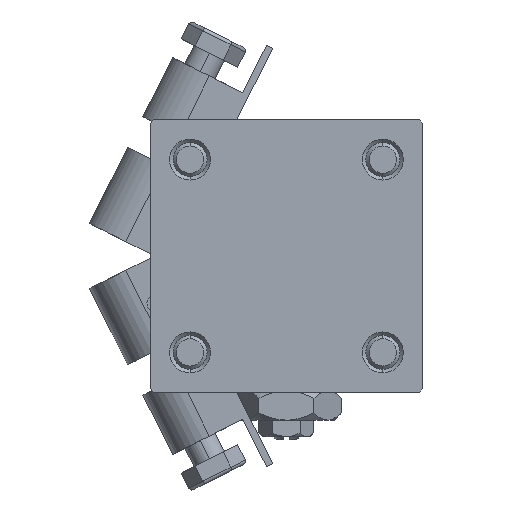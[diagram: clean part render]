
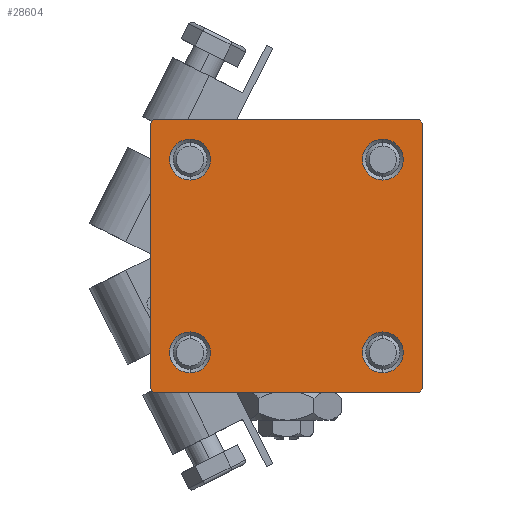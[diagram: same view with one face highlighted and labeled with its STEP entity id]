
A CAD part, left-side view. The second image highlights one B-rep face of the part: STEP entity #28604.
In plain terms, the highlighted planar face has unit normal (-1, 0, 0).
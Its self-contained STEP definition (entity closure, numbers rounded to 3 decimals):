
#18 = DIRECTION ( 'NONE',  ( 0., 0., -1. ) ) ;
#164 = CARTESIAN_POINT ( 'NONE',  ( 0., 14.15, 14.15 ) ) ;
#505 = DIRECTION ( 'NONE',  ( 0., 0., 1. ) ) ;
#669 = DIRECTION ( 'NONE',  ( -1., 0., 0. ) ) ;
#951 = ORIENTED_EDGE ( 'NONE', *, *, #51314, .F. ) ;
#1008 = VERTEX_POINT ( 'NONE', #4985 ) ;
#1278 = VERTEX_POINT ( 'NONE', #29111 ) ;
#1970 = VERTEX_POINT ( 'NONE', #18874 ) ;
#2634 = CIRCLE ( 'NONE', #32640, 3. ) ;
#3218 = CARTESIAN_POINT ( 'NONE',  ( 0., -14.15, -14.15 ) ) ;
#3758 = ORIENTED_EDGE ( 'NONE', *, *, #47032, .T. ) ;
#4947 = FACE_BOUND ( 'NONE', #24822, .T. ) ;
#4985 = CARTESIAN_POINT ( 'NONE',  ( 0., -20., -19.5 ) ) ;
#5211 = DIRECTION ( 'NONE',  ( 0., 0., 1. ) ) ;
#5712 = EDGE_CURVE ( 'NONE', #19752, #22820, #49384, .T. ) ;
#6475 = EDGE_CURVE ( 'NONE', #35310, #22162, #15740, .T. ) ;
#6565 = ORIENTED_EDGE ( 'NONE', *, *, #6475, .T. ) ;
#7078 = CARTESIAN_POINT ( 'NONE',  ( 0., -14.15, 11.15 ) ) ;
#7644 = AXIS2_PLACEMENT_3D ( 'NONE', #36166, #43699, #27606 ) ;
#8158 = VECTOR ( 'NONE', #47944, 1000. ) ;
#8629 = CIRCLE ( 'NONE', #45500, 3. ) ;
#8869 = CIRCLE ( 'NONE', #26039, 3. ) ;
#9147 = ORIENTED_EDGE ( 'NONE', *, *, #41730, .T. ) ;
#9181 = AXIS2_PLACEMENT_3D ( 'NONE', #50409, #26008, #42082 ) ;
#10049 = CIRCLE ( 'NONE', #9181, 3. ) ;
#10301 = EDGE_CURVE ( 'NONE', #22820, #26672, #26972, .T. ) ;
#10440 = CARTESIAN_POINT ( 'NONE',  ( 0., -14.15, -17.15 ) ) ;
#10576 = CARTESIAN_POINT ( 'NONE',  ( 0., 19.75, -19.75 ) ) ;
#10638 = DIRECTION ( 'NONE',  ( 0., 0., -1. ) ) ;
#11034 = EDGE_CURVE ( 'NONE', #26672, #13244, #40158, .T. ) ;
#11952 = FACE_BOUND ( 'NONE', #13166, .T. ) ;
#12747 = FACE_OUTER_BOUND ( 'NONE', #25730, .T. ) ;
#12897 = CARTESIAN_POINT ( 'NONE',  ( 0., 20., 20. ) ) ;
#13166 = EDGE_LOOP ( 'NONE', ( #28253, #15275 ) ) ;
#13177 = CARTESIAN_POINT ( 'NONE',  ( 0., -19.5, -20. ) ) ;
#13244 = VERTEX_POINT ( 'NONE', #13177 ) ;
#13689 = CARTESIAN_POINT ( 'NONE',  ( 0., 20., 20. ) ) ;
#14116 = AXIS2_PLACEMENT_3D ( 'NONE', #32894, #669, #16258 ) ;
#14450 = CARTESIAN_POINT ( 'NONE',  ( 0., 20., 19.5 ) ) ;
#14626 = CARTESIAN_POINT ( 'NONE',  ( 0., -19.75, 19.75 ) ) ;
#14679 = CARTESIAN_POINT ( 'NONE',  ( 0., -20., 20. ) ) ;
#14874 = AXIS2_PLACEMENT_3D ( 'NONE', #164, #44983, #49260 ) ;
#15252 = ORIENTED_EDGE ( 'NONE', *, *, #19723, .T. ) ;
#15275 = ORIENTED_EDGE ( 'NONE', *, *, #50886, .T. ) ;
#15548 = VERTEX_POINT ( 'NONE', #32692 ) ;
#15740 = CIRCLE ( 'NONE', #14874, 3. ) ;
#16258 = DIRECTION ( 'NONE',  ( 0., 0., 1. ) ) ;
#16316 = ORIENTED_EDGE ( 'NONE', *, *, #10301, .T. ) ;
#16653 = LINE ( 'NONE', #13689, #39539 ) ;
#16690 = VECTOR ( 'NONE', #39298, 1000. ) ;
#16748 = CARTESIAN_POINT ( 'NONE',  ( 0., 14.15, 11.15 ) ) ;
#16969 = VERTEX_POINT ( 'NONE', #10440 ) ;
#18394 = LINE ( 'NONE', #14626, #45503 ) ;
#18874 = CARTESIAN_POINT ( 'NONE',  ( 0., -14.15, -11.15 ) ) ;
#19203 = VERTEX_POINT ( 'NONE', #42211 ) ;
#19602 = EDGE_CURVE ( 'NONE', #34031, #50200, #30644, .T. ) ;
#19723 = EDGE_CURVE ( 'NONE', #22162, #35310, #10049, .T. ) ;
#19752 = VERTEX_POINT ( 'NONE', #14450 ) ;
#19773 = CARTESIAN_POINT ( 'NONE',  ( 0., 20., -20. ) ) ;
#20362 = CARTESIAN_POINT ( 'NONE',  ( 0., -14.15, 17.15 ) ) ;
#20517 = DIRECTION ( 'NONE',  ( 1., 0., 0. ) ) ;
#21034 = DIRECTION ( 'NONE',  ( 0., -0.707, 0.707 ) ) ;
#21297 = AXIS2_PLACEMENT_3D ( 'NONE', #3218, #39728, #44535 ) ;
#21720 = ORIENTED_EDGE ( 'NONE', *, *, #46889, .F. ) ;
#22162 = VERTEX_POINT ( 'NONE', #16748 ) ;
#22192 = EDGE_CURVE ( 'NONE', #13244, #1008, #32857, .T. ) ;
#22467 = LINE ( 'NONE', #14679, #30925 ) ;
#22820 = VERTEX_POINT ( 'NONE', #48429 ) ;
#23141 = DIRECTION ( 'NONE',  ( 0., 0.707, -0.707 ) ) ;
#23480 = VERTEX_POINT ( 'NONE', #50141 ) ;
#24287 = CARTESIAN_POINT ( 'NONE',  ( 0., -19.75, -19.75 ) ) ;
#24701 = VECTOR ( 'NONE', #21034, 1000. ) ;
#24822 = EDGE_LOOP ( 'NONE', ( #3758, #9147 ) ) ;
#25730 = EDGE_LOOP ( 'NONE', ( #38324, #16316, #31543, #53093, #21720, #45476, #951, #30362 ) ) ;
#26008 = DIRECTION ( 'NONE',  ( 1., 0., 0. ) ) ;
#26039 = AXIS2_PLACEMENT_3D ( 'NONE', #28571, #20517, #36606 ) ;
#26106 = CARTESIAN_POINT ( 'NONE',  ( 0., -14.15, -14.15 ) ) ;
#26183 = DIRECTION ( 'NONE',  ( 0., 0.707, 0.707 ) ) ;
#26672 = VERTEX_POINT ( 'NONE', #44789 ) ;
#26874 = EDGE_CURVE ( 'NONE', #39376, #15548, #8869, .T. ) ;
#26903 = CARTESIAN_POINT ( 'NONE',  ( 0., 19.75, 19.75 ) ) ;
#26972 = LINE ( 'NONE', #10576, #16690 ) ;
#27606 = DIRECTION ( 'NONE',  ( 0., 0., 1. ) ) ;
#28253 = ORIENTED_EDGE ( 'NONE', *, *, #19602, .T. ) ;
#28336 = FACE_BOUND ( 'NONE', #39475, .T. ) ;
#28571 = CARTESIAN_POINT ( 'NONE',  ( 0., 14.15, -14.15 ) ) ;
#28604 = ADVANCED_FACE ( 'NONE', ( #11952, #4947, #36638, #28336, #12747 ), #44955, .T. ) ;
#29111 = CARTESIAN_POINT ( 'NONE',  ( 0., -19.5, 20. ) ) ;
#29220 = EDGE_CURVE ( 'NONE', #19203, #19752, #43255, .T. ) ;
#30097 = ORIENTED_EDGE ( 'NONE', *, *, #26874, .T. ) ;
#30362 = ORIENTED_EDGE ( 'NONE', *, *, #29220, .T. ) ;
#30644 = CIRCLE ( 'NONE', #40885, 3. ) ;
#30925 = VECTOR ( 'NONE', #10638, 1000. ) ;
#31543 = ORIENTED_EDGE ( 'NONE', *, *, #11034, .T. ) ;
#32640 = AXIS2_PLACEMENT_3D ( 'NONE', #26106, #35738, #39489 ) ;
#32692 = CARTESIAN_POINT ( 'NONE',  ( 0., 14.15, -11.15 ) ) ;
#32857 = LINE ( 'NONE', #24287, #24701 ) ;
#32894 = CARTESIAN_POINT ( 'NONE',  ( 0., 0., 0. ) ) ;
#33678 = CARTESIAN_POINT ( 'NONE',  ( 0., -14.15, 14.15 ) ) ;
#34031 = VERTEX_POINT ( 'NONE', #20362 ) ;
#34218 = CIRCLE ( 'NONE', #7644, 3. ) ;
#35310 = VERTEX_POINT ( 'NONE', #44972 ) ;
#35738 = DIRECTION ( 'NONE',  ( 1., 0., 0. ) ) ;
#36166 = CARTESIAN_POINT ( 'NONE',  ( 0., 14.15, -14.15 ) ) ;
#36606 = DIRECTION ( 'NONE',  ( 0., 0., 1. ) ) ;
#36638 = FACE_BOUND ( 'NONE', #43434, .T. ) ;
#38065 = DIRECTION ( 'NONE',  ( 1., 0., 0. ) ) ;
#38324 = ORIENTED_EDGE ( 'NONE', *, *, #5712, .T. ) ;
#39298 = DIRECTION ( 'NONE',  ( 0., -0.707, -0.707 ) ) ;
#39376 = VERTEX_POINT ( 'NONE', #39579 ) ;
#39475 = EDGE_LOOP ( 'NONE', ( #6565, #15252 ) ) ;
#39489 = DIRECTION ( 'NONE',  ( 0., 0., 1. ) ) ;
#39539 = VECTOR ( 'NONE', #45617, 1000. ) ;
#39579 = CARTESIAN_POINT ( 'NONE',  ( 0., 14.15, -17.15 ) ) ;
#39728 = DIRECTION ( 'NONE',  ( 1., 0., 0. ) ) ;
#40158 = LINE ( 'NONE', #19773, #8158 ) ;
#40681 = VECTOR ( 'NONE', #23141, 1000. ) ;
#40885 = AXIS2_PLACEMENT_3D ( 'NONE', #45330, #38065, #505 ) ;
#41730 = EDGE_CURVE ( 'NONE', #16969, #1970, #42724, .T. ) ;
#42082 = DIRECTION ( 'NONE',  ( 0., 0., 1. ) ) ;
#42211 = CARTESIAN_POINT ( 'NONE',  ( 0., 19.5, 20. ) ) ;
#42724 = CIRCLE ( 'NONE', #21297, 3. ) ;
#43255 = LINE ( 'NONE', #26903, #40681 ) ;
#43414 = ORIENTED_EDGE ( 'NONE', *, *, #43589, .T. ) ;
#43434 = EDGE_LOOP ( 'NONE', ( #43414, #30097 ) ) ;
#43589 = EDGE_CURVE ( 'NONE', #15548, #39376, #34218, .T. ) ;
#43699 = DIRECTION ( 'NONE',  ( 1., 0., 0. ) ) ;
#44535 = DIRECTION ( 'NONE',  ( 0., 0., 1. ) ) ;
#44789 = CARTESIAN_POINT ( 'NONE',  ( 0., 19.5, -20. ) ) ;
#44955 = PLANE ( 'NONE',  #14116 ) ;
#44972 = CARTESIAN_POINT ( 'NONE',  ( 0., 14.15, 17.15 ) ) ;
#44983 = DIRECTION ( 'NONE',  ( 1., 0., 0. ) ) ;
#45330 = CARTESIAN_POINT ( 'NONE',  ( 0., -14.15, 14.15 ) ) ;
#45476 = ORIENTED_EDGE ( 'NONE', *, *, #47977, .T. ) ;
#45500 = AXIS2_PLACEMENT_3D ( 'NONE', #33678, #50027, #5211 ) ;
#45503 = VECTOR ( 'NONE', #26183, 1000. ) ;
#45617 = DIRECTION ( 'NONE',  ( 0., -1., 0. ) ) ;
#46544 = VECTOR ( 'NONE', #18, 1000. ) ;
#46889 = EDGE_CURVE ( 'NONE', #23480, #1008, #22467, .T. ) ;
#47032 = EDGE_CURVE ( 'NONE', #1970, #16969, #2634, .T. ) ;
#47944 = DIRECTION ( 'NONE',  ( 0., -1., 0. ) ) ;
#47977 = EDGE_CURVE ( 'NONE', #23480, #1278, #18394, .T. ) ;
#48429 = CARTESIAN_POINT ( 'NONE',  ( 0., 20., -19.5 ) ) ;
#49260 = DIRECTION ( 'NONE',  ( 0., 0., 1. ) ) ;
#49384 = LINE ( 'NONE', #12897, #46544 ) ;
#50027 = DIRECTION ( 'NONE',  ( 1., 0., 0. ) ) ;
#50141 = CARTESIAN_POINT ( 'NONE',  ( 0., -20., 19.5 ) ) ;
#50200 = VERTEX_POINT ( 'NONE', #7078 ) ;
#50409 = CARTESIAN_POINT ( 'NONE',  ( 0., 14.15, 14.15 ) ) ;
#50886 = EDGE_CURVE ( 'NONE', #50200, #34031, #8629, .T. ) ;
#51314 = EDGE_CURVE ( 'NONE', #19203, #1278, #16653, .T. ) ;
#53093 = ORIENTED_EDGE ( 'NONE', *, *, #22192, .T. ) ;
